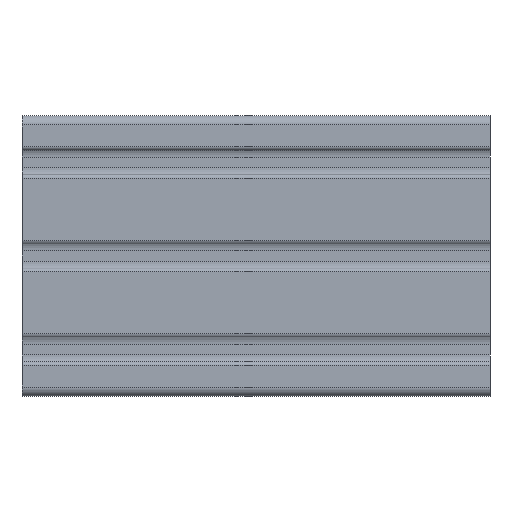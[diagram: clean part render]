
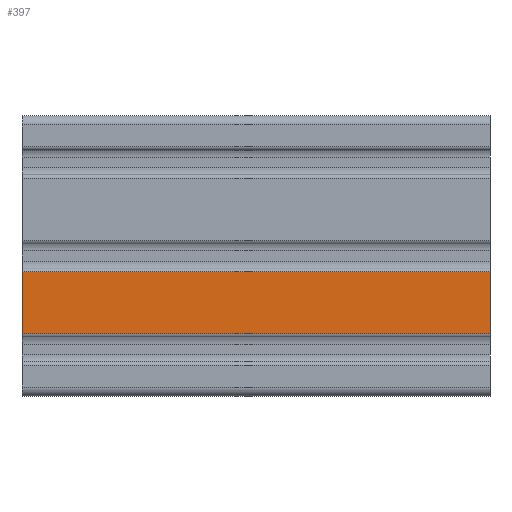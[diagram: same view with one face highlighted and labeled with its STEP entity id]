
A CAD part, left-side view. The second image highlights one B-rep face of the part: STEP entity #397.
In plain terms, the highlighted planar face has unit normal (-1, 0, 0).
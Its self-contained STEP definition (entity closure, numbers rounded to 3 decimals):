
#397 = ADVANCED_FACE( '', ( #855 ), #856, .T. );
#855 = FACE_OUTER_BOUND( '', #1370, .T. );
#856 = PLANE( '', #1371 );
#1370 = EDGE_LOOP( '', ( #2547, #2548, #2549, #2550 ) );
#1371 = AXIS2_PLACEMENT_3D( '', #2551, #2552, #2553 );
#2547 = ORIENTED_EDGE( '', *, *, #3530, .F. );
#2548 = ORIENTED_EDGE( '', *, *, #3704, .F. );
#2549 = ORIENTED_EDGE( '', *, *, #3705, .T. );
#2550 = ORIENTED_EDGE( '', *, *, #3656, .T. );
#2551 = CARTESIAN_POINT( '', ( -10., 100., -16.625 ) );
#2552 = DIRECTION( '', ( -1., 0., 0. ) );
#2553 = DIRECTION( '', ( 0., 0., 1. ) );
#3530 = EDGE_CURVE( '', #4409, #4411, #4412, .T. );
#3656 = EDGE_CURVE( '', #4598, #4411, #4599, .T. );
#3704 = EDGE_CURVE( '', #4662, #4409, #4663, .T. );
#3705 = EDGE_CURVE( '', #4662, #4598, #4664, .T. );
#4409 = VERTEX_POINT( '', #5561 );
#4411 = VERTEX_POINT( '', #5563 );
#4412 = LINE( '', #5564, #5565 );
#4598 = VERTEX_POINT( '', #5817 );
#4599 = LINE( '', #5818, #5819 );
#4662 = VERTEX_POINT( '', #5908 );
#4663 = LINE( '', #5909, #5910 );
#4664 = LINE( '', #5911, #5912 );
#5561 = CARTESIAN_POINT( '', ( -10., 0., -3.375 ) );
#5563 = CARTESIAN_POINT( '', ( -10., 0., -16.625 ) );
#5564 = CARTESIAN_POINT( '', ( -10., 0., -16.625 ) );
#5565 = VECTOR( '', #6573, 1000. );
#5817 = CARTESIAN_POINT( '', ( -10., 100., -16.625 ) );
#5818 = CARTESIAN_POINT( '', ( -10., 100., -16.625 ) );
#5819 = VECTOR( '', #6760, 1000. );
#5908 = CARTESIAN_POINT( '', ( -10., 100., -3.375 ) );
#5909 = CARTESIAN_POINT( '', ( -10., 100., -3.375 ) );
#5910 = VECTOR( '', #6802, 1000. );
#5911 = CARTESIAN_POINT( '', ( -10., 100., -16.625 ) );
#5912 = VECTOR( '', #6803, 1000. );
#6573 = DIRECTION( '', ( 0., 0., -1. ) );
#6760 = DIRECTION( '', ( 0., -1., 0. ) );
#6802 = DIRECTION( '', ( 0., -1., 0. ) );
#6803 = DIRECTION( '', ( 0., 0., -1. ) );
